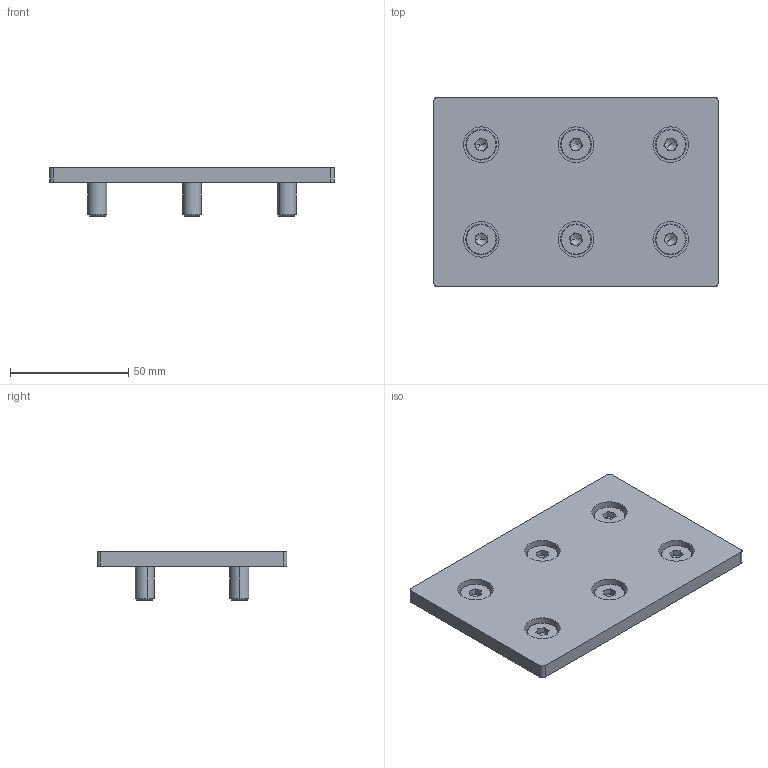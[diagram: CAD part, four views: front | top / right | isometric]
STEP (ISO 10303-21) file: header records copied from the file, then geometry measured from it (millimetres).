
FILE_DESCRIPTION (( 'STEP AP214' ), '1' );
FILE_NAME ('80x120 End Cap Kit-Black(40AEC-1401-007-01).STEP', '2023-09-08T20:37:13', ( '' ), ( '' ), 'SwSTEP 2.0', 'SolidWorks 2020', '' );
FILE_SCHEMA (( 'AUTOMOTIVE_DESIGN' ));
Length unit declared in the file: millimetre
Products named in the file (1): 80x120 End Cap Kit-Black(40AEC-1401-007-01)
Bounding box: 120 x 80 x 20.4 mm (x, y, z)
Volume: 58867.3 mm3; surface area: 27163.2 mm2
Topology: 7 solids, 7 shells, 202 faces, 444 edges, 262 vertices
Faces by surface type: plane 102, cylinder 52, cone 36, torus 12
Entity records: 7754 total; most frequent: DIRECTION 1026, CARTESIAN_POINT 897, ORIENTED_EDGE 864, EDGE_CURVE 432, AXIS2_PLACEMENT_3D 391, VERTEX_POINT 262, LINE 244, VECTOR 244
